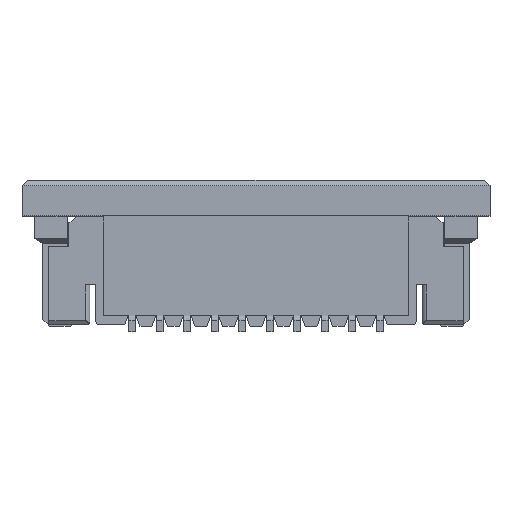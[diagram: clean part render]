
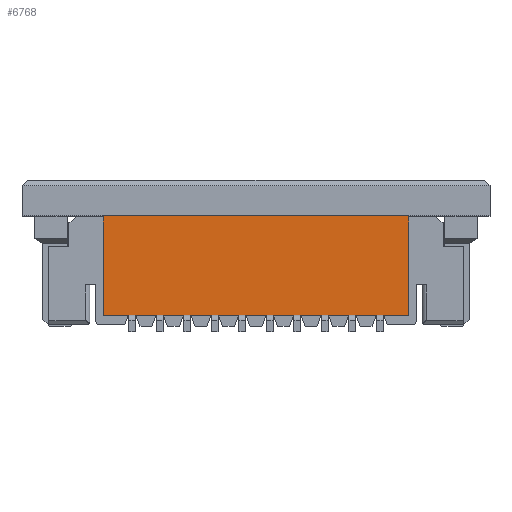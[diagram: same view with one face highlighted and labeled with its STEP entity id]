
A CAD part, top view. The second image highlights one B-rep face of the part: STEP entity #6768.
In plain terms, the highlighted face is planar.
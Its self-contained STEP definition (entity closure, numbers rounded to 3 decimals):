
#1055=ORIENTED_EDGE('',*,*,#2355,.F.);
#1056=ORIENTED_EDGE('',*,*,#2601,.F.);
#1057=ORIENTED_EDGE('',*,*,#2481,.F.);
#1058=ORIENTED_EDGE('',*,*,#2542,.F.);
#2355=EDGE_CURVE('',#3293,#3294,#3935,.T.);
#2481=EDGE_CURVE('',#3398,#3399,#4050,.T.);
#2542=EDGE_CURVE('',#3294,#3398,#4111,.T.);
#2601=EDGE_CURVE('',#3399,#3293,#4169,.T.);
#3293=VERTEX_POINT('',#9619);
#3294=VERTEX_POINT('',#9621);
#3398=VERTEX_POINT('',#9874);
#3399=VERTEX_POINT('',#9876);
#3935=LINE('',#9620,#4861);
#4050=LINE('',#9875,#4976);
#4111=LINE('',#9996,#5037);
#4169=LINE('',#10110,#5095);
#4861=VECTOR('',#7812,1000.);
#4976=VECTOR('',#7981,1000.);
#5037=VECTOR('',#8054,1000.);
#5095=VECTOR('',#8140,1000.);
#5762=EDGE_LOOP('',(#1055,#1056,#1057,#1058));
#6108=FACE_BOUND('',#5762,.T.);
#6429=PLANE('',#7215);
#6768=ADVANCED_FACE('',(#6108),#6429,.F.);
#7215=AXIS2_PLACEMENT_3D('',#10401,#8387,#8388);
#7812=DIRECTION('',(-1.,0.,0.));
#7981=DIRECTION('',(1.,0.,0.));
#8054=DIRECTION('',(0.,-1.,0.));
#8140=DIRECTION('',(0.,1.,0.));
#8387=DIRECTION('',(0.,0.,1.));
#8388=DIRECTION('',(1.,0.,0.));
#9619=CARTESIAN_POINT('',(5.55,3.6,-1.225));
#9620=CARTESIAN_POINT('',(0.,3.6,-1.225));
#9621=CARTESIAN_POINT('',(-5.55,3.6,-1.225));
#9874=CARTESIAN_POINT('',(-5.55,0.,-1.225));
#9875=CARTESIAN_POINT('',(-5.55,0.,-1.225));
#9876=CARTESIAN_POINT('',(5.55,0.,-1.225));
#9996=CARTESIAN_POINT('',(-5.55,4.9,-1.225));
#10110=CARTESIAN_POINT('',(5.55,0.,-1.225));
#10401=CARTESIAN_POINT('',(0.,0.,-1.225));
